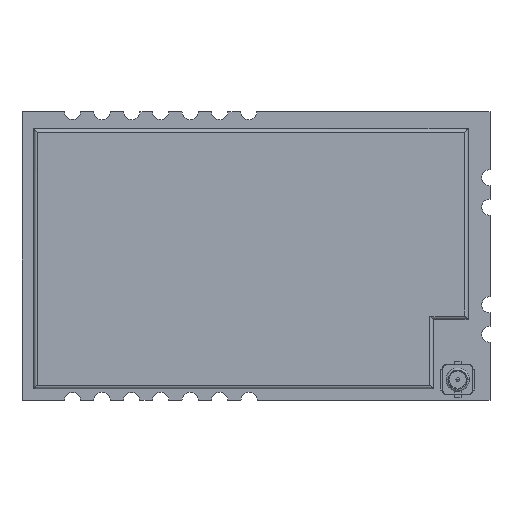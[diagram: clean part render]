
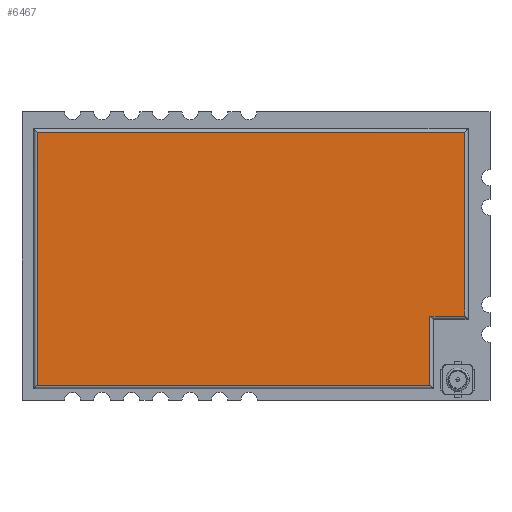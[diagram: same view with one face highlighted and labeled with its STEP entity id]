
A CAD part, top view. The second image highlights one B-rep face of the part: STEP entity #6467.
In plain terms, the highlighted planar face has unit normal (0, 0, 1).
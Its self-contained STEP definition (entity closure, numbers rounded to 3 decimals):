
#35 = ORIENTED_EDGE ( 'NONE', *, *, #4379, .F. ) ;
#160 = ORIENTED_EDGE ( 'NONE', *, *, #4142, .F. ) ;
#327 = DIRECTION ( 'NONE',  ( 1., 0., 0. ) ) ;
#345 = CARTESIAN_POINT ( 'NONE',  ( 1.3, 0., 2.759 ) ) ;
#413 = CARTESIAN_POINT ( 'NONE',  ( 35.3, 0., 2.759 ) ) ;
#787 = LINE ( 'NONE', #2977, #2165 ) ;
#817 = DIRECTION ( 'NONE',  ( 0., -1., 0. ) ) ;
#924 = LINE ( 'NONE', #345, #3820 ) ;
#1053 = EDGE_CURVE ( 'NONE', #3307, #4608, #2335, .T. ) ;
#1054 = CARTESIAN_POINT ( 'NONE',  ( 35.3, 1.3, 2.759 ) ) ;
#1593 = ORIENTED_EDGE ( 'NONE', *, *, #1785, .F. ) ;
#1785 = EDGE_CURVE ( 'NONE', #4385, #4831, #924, .T. ) ;
#2082 = VECTOR ( 'NONE', #5456, 1000. ) ;
#2165 = VECTOR ( 'NONE', #4067, 1000. ) ;
#2226 = VECTOR ( 'NONE', #4579, 1000. ) ;
#2335 = LINE ( 'NONE', #5022, #2226 ) ;
#2722 = ORIENTED_EDGE ( 'NONE', *, *, #7187, .F. ) ;
#2785 = VECTOR ( 'NONE', #3527, 1000. ) ;
#2977 = CARTESIAN_POINT ( 'NONE',  ( 0., 1.3, 2.759 ) ) ;
#3029 = PLANE ( 'NONE',  #4372 ) ;
#3267 = CARTESIAN_POINT ( 'NONE',  ( 38.3, 0., 2.759 ) ) ;
#3307 = VERTEX_POINT ( 'NONE', #5489 ) ;
#3487 = LINE ( 'NONE', #5136, #2785 ) ;
#3527 = DIRECTION ( 'NONE',  ( 1., 0., 0. ) ) ;
#3537 = VERTEX_POINT ( 'NONE', #1054 ) ;
#3820 = VECTOR ( 'NONE', #4157, 1000. ) ;
#4041 = VERTEX_POINT ( 'NONE', #4313 ) ;
#4067 = DIRECTION ( 'NONE',  ( -1., 0., 0. ) ) ;
#4142 = EDGE_CURVE ( 'NONE', #3537, #4385, #787, .T. ) ;
#4157 = DIRECTION ( 'NONE',  ( 0., 1., 0. ) ) ;
#4313 = CARTESIAN_POINT ( 'NONE',  ( 38.3, 23.2, 2.759 ) ) ;
#4372 = AXIS2_PLACEMENT_3D ( 'NONE', #5226, #6987, #327 ) ;
#4379 = EDGE_CURVE ( 'NONE', #4608, #3537, #6455, .T. ) ;
#4385 = VERTEX_POINT ( 'NONE', #4856 ) ;
#4579 = DIRECTION ( 'NONE',  ( -1., 0., 0. ) ) ;
#4608 = VERTEX_POINT ( 'NONE', #5683 ) ;
#4831 = VERTEX_POINT ( 'NONE', #6629 ) ;
#4856 = CARTESIAN_POINT ( 'NONE',  ( 1.3, 1.3, 2.759 ) ) ;
#5022 = CARTESIAN_POINT ( 'NONE',  ( 0., 7.3, 2.759 ) ) ;
#5136 = CARTESIAN_POINT ( 'NONE',  ( 0., 23.2, 2.759 ) ) ;
#5226 = CARTESIAN_POINT ( 'NONE',  ( 0., 0., 2.759 ) ) ;
#5456 = DIRECTION ( 'NONE',  ( 0., -1., 0. ) ) ;
#5489 = CARTESIAN_POINT ( 'NONE',  ( 38.3, 7.3, 2.759 ) ) ;
#5619 = ORIENTED_EDGE ( 'NONE', *, *, #1053, .F. ) ;
#5683 = CARTESIAN_POINT ( 'NONE',  ( 35.3, 7.3, 2.759 ) ) ;
#5946 = VECTOR ( 'NONE', #817, 1000. ) ;
#6012 = LINE ( 'NONE', #3267, #2082 ) ;
#6327 = EDGE_LOOP ( 'NONE', ( #1593, #160, #35, #5619, #2722, #7037 ) ) ;
#6403 = FACE_OUTER_BOUND ( 'NONE', #6327, .T. ) ;
#6455 = LINE ( 'NONE', #413, #5946 ) ;
#6467 = ADVANCED_FACE ( 'N', ( #6403 ), #3029, .T. ) ;
#6629 = CARTESIAN_POINT ( 'NONE',  ( 1.3, 23.2, 2.759 ) ) ;
#6975 = EDGE_CURVE ( 'NONE', #4831, #4041, #3487, .T. ) ;
#6987 = DIRECTION ( 'NONE',  ( 0., 0., 1. ) ) ;
#7037 = ORIENTED_EDGE ( 'NONE', *, *, #6975, .F. ) ;
#7187 = EDGE_CURVE ( 'NONE', #4041, #3307, #6012, .T. ) ;
